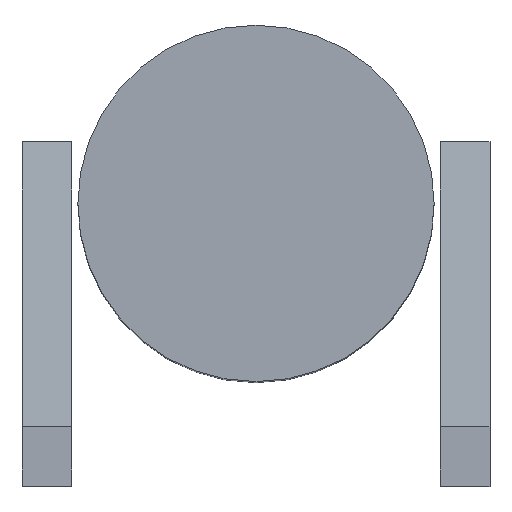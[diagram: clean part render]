
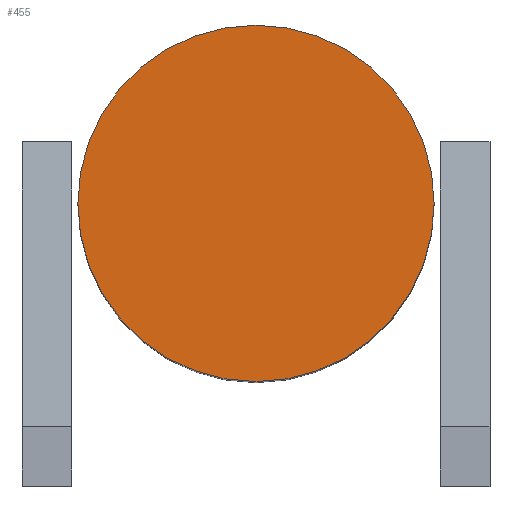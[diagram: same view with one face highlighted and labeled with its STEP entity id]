
A CAD part, top view. The second image highlights one B-rep face of the part: STEP entity #455.
In plain terms, the highlighted planar face has unit normal (0, 0, 1).
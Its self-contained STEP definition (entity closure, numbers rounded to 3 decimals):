
#35 = CARTESIAN_POINT ( 'NONE',  ( 0., 119., 74. ) ) ;
#104 = DIRECTION ( 'NONE',  ( 0., 0., 1. ) ) ;
#160 = EDGE_CURVE ( 'NONE', #602, #602, #185, .T. ) ;
#180 = DIRECTION ( 'NONE',  ( 1., 0., 0. ) ) ;
#185 = CIRCLE ( 'NONE', #394, 75. ) ;
#192 = DIRECTION ( 'NONE',  ( 1., 0., 0. ) ) ;
#206 = ORIENTED_EDGE ( 'NONE', *, *, #160, .T. ) ;
#319 = CARTESIAN_POINT ( 'NONE',  ( 75., 119., 74. ) ) ;
#366 = EDGE_LOOP ( 'NONE', ( #206 ) ) ;
#394 = AXIS2_PLACEMENT_3D ( 'NONE', #401, #800, #192 ) ;
#401 = CARTESIAN_POINT ( 'NONE',  ( 0., 119., 74. ) ) ;
#455 = ADVANCED_FACE ( 'NONE', ( #582 ), #712, .T. ) ;
#582 = FACE_OUTER_BOUND ( 'NONE', #366, .T. ) ;
#602 = VERTEX_POINT ( 'NONE', #319 ) ;
#712 = PLANE ( 'NONE',  #829 ) ;
#800 = DIRECTION ( 'NONE',  ( 0., 0., 1. ) ) ;
#829 = AXIS2_PLACEMENT_3D ( 'NONE', #35, #104, #180 ) ;
